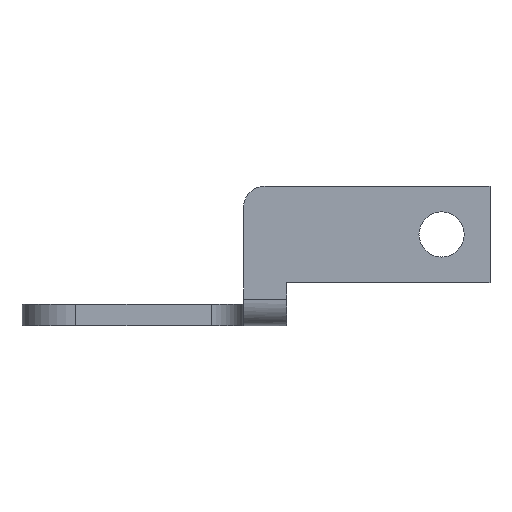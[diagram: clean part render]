
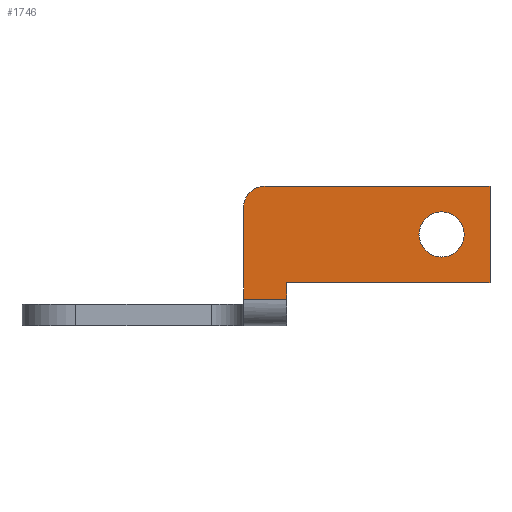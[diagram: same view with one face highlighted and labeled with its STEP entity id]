
A CAD part, left-side view. The second image highlights one B-rep face of the part: STEP entity #1746.
In plain terms, the highlighted planar face has unit normal (-1, 0, 0).
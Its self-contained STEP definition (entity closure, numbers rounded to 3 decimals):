
#26 = CARTESIAN_POINT ( 'NONE',  ( -18.5, -25., 4.404 ) ) ;
#38 = CARTESIAN_POINT ( 'NONE',  ( -18.5, -6.6, 9.004 ) ) ;
#82 = VERTEX_POINT ( 'NONE', #1247 ) ;
#397 = CIRCLE ( 'NONE', #1703, 2.1 ) ;
#414 = CIRCLE ( 'NONE', #521, 2. ) ;
#445 = EDGE_CURVE ( 'NONE', #1979, #1892, #414, .T. ) ;
#446 = EDGE_CURVE ( 'NONE', #1892, #1894, #1356, .T. ) ;
#449 = EDGE_CURVE ( 'NONE', #1896, #82, #1365, .T. ) ;
#450 = EDGE_CURVE ( 'NONE', #1890, #1979, #1368, .T. ) ;
#455 = EDGE_CURVE ( 'NONE', #1895, #1896, #1383, .T. ) ;
#457 = EDGE_CURVE ( 'NONE', #1894, #1895, #1389, .T. ) ;
#475 = CIRCLE ( 'NONE', #1621, 2.1 ) ;
#498 = VECTOR ( 'NONE', #1391, 1000. ) ;
#500 = VECTOR ( 'NONE', #1385, 1000. ) ;
#505 = VECTOR ( 'NONE', #1370, 1000. ) ;
#506 = VECTOR ( 'NONE', #1367, 1000. ) ;
#511 = VECTOR ( 'NONE', #1358, 1000. ) ;
#521 = AXIS2_PLACEMENT_3D ( 'NONE', #1352, #1353, #1354 ) ;
#598 = CARTESIAN_POINT ( 'NONE',  ( -18.5, -25., 6.504 ) ) ;
#599 = DIRECTION ( 'NONE',  ( 1., 0., 0. ) ) ;
#600 = DIRECTION ( 'NONE',  ( 0., 0., 1. ) ) ;
#772 = CARTESIAN_POINT ( 'NONE',  ( -18.5, -10.6, 2.004 ) ) ;
#779 = CARTESIAN_POINT ( 'NONE',  ( -18.5, -6.6, 0.5 ) ) ;
#781 = CARTESIAN_POINT ( 'NONE',  ( -18.5, -8.6, 11.004 ) ) ;
#783 = CARTESIAN_POINT ( 'NONE',  ( -18.5, -29.5, 11.004 ) ) ;
#784 = CARTESIAN_POINT ( 'NONE',  ( -18.5, -29.5, 2.004 ) ) ;
#813 = CARTESIAN_POINT ( 'NONE',  ( -18.5, -25., 8.604 ) ) ;
#904 = PLANE ( 'NONE',  #1687 ) ;
#905 = CARTESIAN_POINT ( 'NONE',  ( -18.5, -8.6, -44.716 ) ) ;
#906 = DIRECTION ( 'NONE',  ( 1., 0., 0. ) ) ;
#907 = DIRECTION ( 'NONE',  ( 0., 0., -1. ) ) ;
#1056 = LINE ( 'NONE', #1057, #1455 ) ;
#1057 = CARTESIAN_POINT ( 'NONE',  ( -18.5, -8.6, 0.5 ) ) ;
#1058 = DIRECTION ( 'NONE',  ( 0., 1., 0. ) ) ;
#1138 = ORIENTED_EDGE ( 'NONE', *, *, #446, .F. ) ;
#1140 = ORIENTED_EDGE ( 'NONE', *, *, #457, .F. ) ;
#1141 = ORIENTED_EDGE ( 'NONE', *, *, #445, .F. ) ;
#1142 = ORIENTED_EDGE ( 'NONE', *, *, #450, .F. ) ;
#1143 = ORIENTED_EDGE ( 'NONE', *, *, #1832, .T. ) ;
#1146 = ORIENTED_EDGE ( 'NONE', *, *, #1722, .T. ) ;
#1155 = ORIENTED_EDGE ( 'NONE', *, *, #455, .F. ) ;
#1157 = ORIENTED_EDGE ( 'NONE', *, *, #1791, .F. ) ;
#1159 = ORIENTED_EDGE ( 'NONE', *, *, #449, .F. ) ;
#1238 = EDGE_LOOP ( 'NONE', ( #1157, #1159, #1155, #1140, #1138, #1141, #1142 ) ) ;
#1239 = EDGE_LOOP ( 'NONE', ( #1146, #1143 ) ) ;
#1247 = CARTESIAN_POINT ( 'NONE',  ( -18.5, -10.6, 0.5 ) ) ;
#1352 = CARTESIAN_POINT ( 'NONE',  ( -18.5, -8.6, 9.004 ) ) ;
#1353 = DIRECTION ( 'NONE',  ( 1., 0., 0. ) ) ;
#1354 = DIRECTION ( 'NONE',  ( 0., 0., 1. ) ) ;
#1356 = LINE ( 'NONE', #1357, #511 ) ;
#1357 = CARTESIAN_POINT ( 'NONE',  ( -18.5, -8.6, 11.004 ) ) ;
#1358 = DIRECTION ( 'NONE',  ( 0., -1., 0. ) ) ;
#1365 = LINE ( 'NONE', #1366, #506 ) ;
#1366 = CARTESIAN_POINT ( 'NONE',  ( -18.5, -10.6, 2.004 ) ) ;
#1367 = DIRECTION ( 'NONE',  ( 0., 0., -1. ) ) ;
#1368 = LINE ( 'NONE', #1369, #505 ) ;
#1369 = CARTESIAN_POINT ( 'NONE',  ( -18.5, -6.6, -1.356 ) ) ;
#1370 = DIRECTION ( 'NONE',  ( 0., 0., 1. ) ) ;
#1383 = LINE ( 'NONE', #1384, #500 ) ;
#1384 = CARTESIAN_POINT ( 'NONE',  ( -18.5, -29.5, 2.004 ) ) ;
#1385 = DIRECTION ( 'NONE',  ( 0., 1., 0. ) ) ;
#1389 = LINE ( 'NONE', #1390, #498 ) ;
#1390 = CARTESIAN_POINT ( 'NONE',  ( -18.5, -29.5, 11.004 ) ) ;
#1391 = DIRECTION ( 'NONE',  ( 0., 0., -1. ) ) ;
#1420 = CARTESIAN_POINT ( 'NONE',  ( -18.5, -25., 6.504 ) ) ;
#1421 = DIRECTION ( 'NONE',  ( 1., 0., 0. ) ) ;
#1422 = DIRECTION ( 'NONE',  ( 0., 0., 1. ) ) ;
#1455 = VECTOR ( 'NONE', #1058, 1000. ) ;
#1621 = AXIS2_PLACEMENT_3D ( 'NONE', #598, #599, #600 ) ;
#1685 = FACE_OUTER_BOUND ( 'NONE', #1238, .T. ) ;
#1687 = AXIS2_PLACEMENT_3D ( 'NONE', #905, #906, #907 ) ;
#1688 = FACE_BOUND ( 'NONE', #1239, .T. ) ;
#1703 = AXIS2_PLACEMENT_3D ( 'NONE', #1420, #1421, #1422 ) ;
#1722 = EDGE_CURVE ( 'NONE', #1967, #1925, #397, .T. ) ;
#1746 = ADVANCED_FACE ( 'NONE', ( #1685, #1688 ), #904, .F. ) ;
#1791 = EDGE_CURVE ( 'NONE', #82, #1890, #1056, .T. ) ;
#1832 = EDGE_CURVE ( 'NONE', #1925, #1967, #475, .T. ) ;
#1890 = VERTEX_POINT ( 'NONE', #779 ) ;
#1892 = VERTEX_POINT ( 'NONE', #781 ) ;
#1894 = VERTEX_POINT ( 'NONE', #783 ) ;
#1895 = VERTEX_POINT ( 'NONE', #784 ) ;
#1896 = VERTEX_POINT ( 'NONE', #772 ) ;
#1925 = VERTEX_POINT ( 'NONE', #813 ) ;
#1967 = VERTEX_POINT ( 'NONE', #26 ) ;
#1979 = VERTEX_POINT ( 'NONE', #38 ) ;
